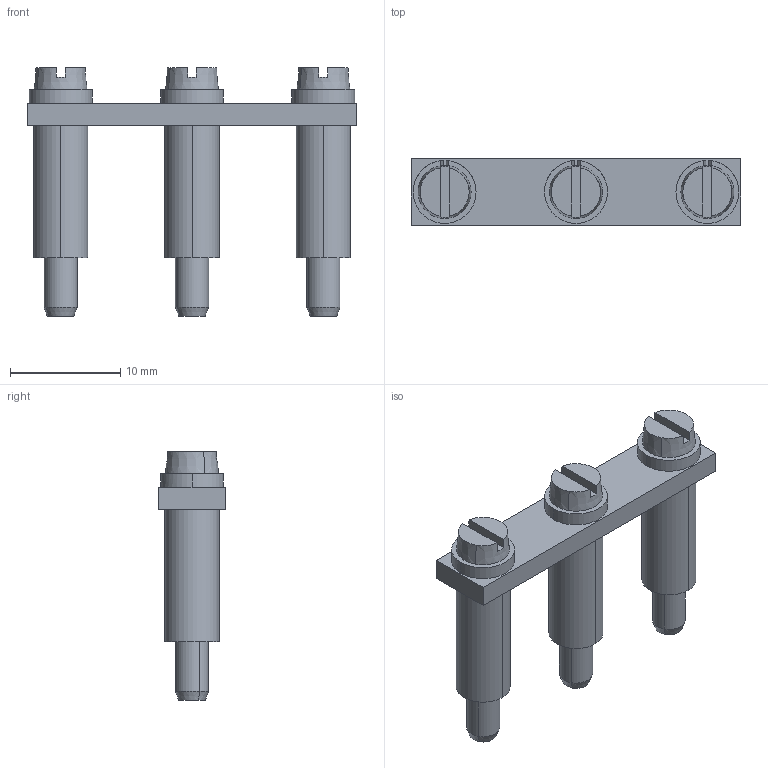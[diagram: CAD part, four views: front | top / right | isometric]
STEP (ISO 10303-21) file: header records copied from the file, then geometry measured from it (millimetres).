
FILE_DESCRIPTION(('CATIA V5 STEP Exchange','CAx-IF Rec.Pracs.--- Model Styling and Organization---1.4--- 2014-01-23'),'2;1');
FILE_NAME ('002018-3_0_0457600000_0457600000.stp','2020-12-01T10:51:47+00:00',('none'),('Weidmueller'),'CATIA Version 5-6 Release 2016 SP3 HF44','CATIA V5 STEP AP214','none');
FILE_SCHEMA(('AUTOMOTIVE_DESIGN { 1 0 10303 214 1 1 1 1 }'));
Length unit declared in the file: millimetre
Products named in the file (1): 0457600000
Bounding box: 29.8 x 6 x 22.5 mm (x, y, z)
Volume: 1211.4 mm3; surface area: 2505.1 mm2
Topology: 10 solids, 10 shells, 123 faces, 270 edges, 170 vertices
Faces by surface type: plane 57, cylinder 48, cone 18
Entity records: 3118 total; most frequent: CARTESIAN_POINT 597, ORIENTED_EDGE 540, DIRECTION 414, EDGE_CURVE 270, AXIS2_PLACEMENT_3D 211, VERTEX_POINT 170, EDGE_LOOP 132, CIRCLE 126
